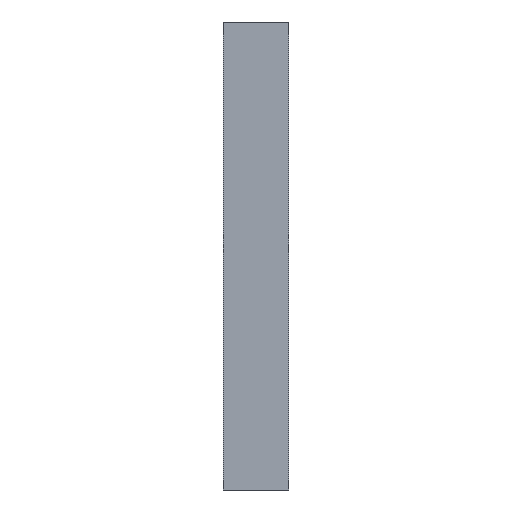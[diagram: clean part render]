
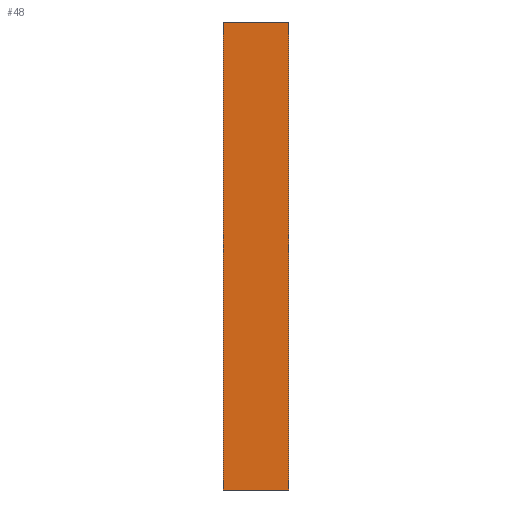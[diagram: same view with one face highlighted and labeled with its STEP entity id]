
A CAD part, left-side view. The second image highlights one B-rep face of the part: STEP entity #48.
In plain terms, the highlighted planar face has unit normal (-1, 0, 0).
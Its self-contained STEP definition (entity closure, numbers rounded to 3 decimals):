
#48 = ADVANCED_FACE( '', ( #102 ), #103, .F. );
#102 = FACE_OUTER_BOUND( '', #151, .T. );
#103 = PLANE( '', #152 );
#151 = EDGE_LOOP( '', ( #223, #224, #225, #226 ) );
#152 = AXIS2_PLACEMENT_3D( '', #227, #228, #229 );
#223 = ORIENTED_EDGE( '', *, *, #261, .T. );
#224 = ORIENTED_EDGE( '', *, *, #268, .F. );
#225 = ORIENTED_EDGE( '', *, *, #265, .F. );
#226 = ORIENTED_EDGE( '', *, *, #255, .T. );
#227 = CARTESIAN_POINT( '', ( -61.446, 1.588, 191.011 ) );
#228 = DIRECTION( '', ( 1., 0., 0. ) );
#229 = DIRECTION( '', ( 0., 0., -1. ) );
#255 = EDGE_CURVE( '', #294, #292, #295, .T. );
#261 = EDGE_CURVE( '', #292, #302, #304, .T. );
#265 = EDGE_CURVE( '', #294, #310, #311, .T. );
#268 = EDGE_CURVE( '', #310, #302, #314, .T. );
#292 = VERTEX_POINT( '', #342 );
#294 = VERTEX_POINT( '', #345 );
#295 = LINE( '', #346, #347 );
#302 = VERTEX_POINT( '', #355 );
#304 = LINE( '', #358, #359 );
#310 = VERTEX_POINT( '', #365 );
#311 = LINE( '', #366, #367 );
#314 = LINE( '', #371, #372 );
#342 = CARTESIAN_POINT( '', ( -61.446, 0., 192.358 ) );
#345 = CARTESIAN_POINT( '', ( -61.446, 1.588, 192.358 ) );
#346 = CARTESIAN_POINT( '', ( -61.446, 1.588, 192.358 ) );
#347 = VECTOR( '', #393, 1000. );
#355 = CARTESIAN_POINT( '', ( -61.446, 0., 203.711 ) );
#358 = CARTESIAN_POINT( '', ( -61.446, 0., 191.011 ) );
#359 = VECTOR( '', #402, 1000. );
#365 = CARTESIAN_POINT( '', ( -61.446, 1.588, 203.711 ) );
#366 = CARTESIAN_POINT( '', ( -61.446, 1.588, 191.011 ) );
#367 = VECTOR( '', #409, 1000. );
#371 = CARTESIAN_POINT( '', ( -61.446, 1.588, 203.711 ) );
#372 = VECTOR( '', #411, 1000. );
#393 = DIRECTION( '', ( 0., -1., 0. ) );
#402 = DIRECTION( '', ( 0., 0., 1. ) );
#409 = DIRECTION( '', ( 0., 0., 1. ) );
#411 = DIRECTION( '', ( 0., -1., 0. ) );
